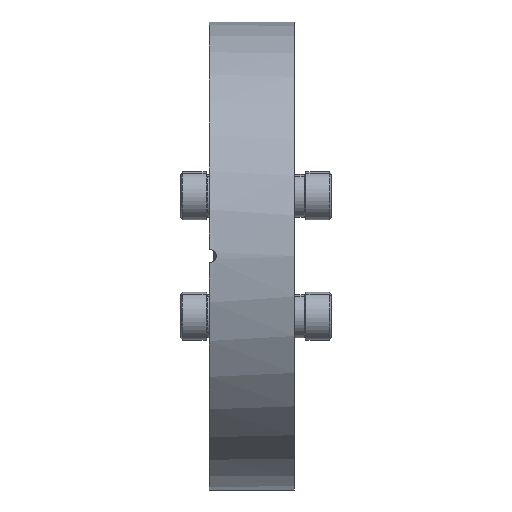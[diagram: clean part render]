
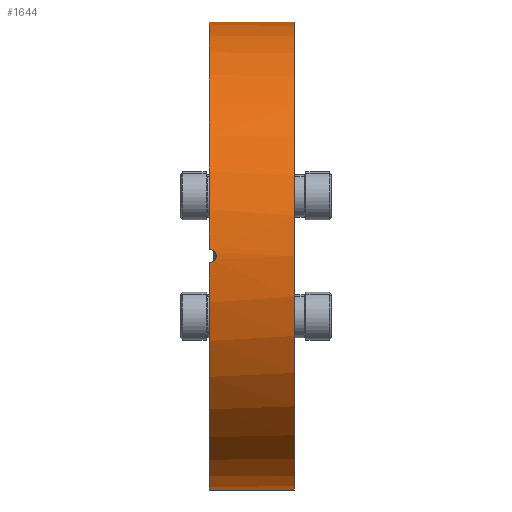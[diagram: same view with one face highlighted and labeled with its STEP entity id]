
A CAD part, left-side view. The second image highlights one B-rep face of the part: STEP entity #1644.
In plain terms, the highlighted cylindrical face has radius 34.95 mm (diameter 69.9 mm), a partial arc.
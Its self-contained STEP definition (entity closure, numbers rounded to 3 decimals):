
#82 = CARTESIAN_POINT ( 'NONE',  ( 0., 0., -34.95 ) ) ;
#92 = CARTESIAN_POINT ( 'NONE',  ( -34.939, -0.504, 0.874 ) ) ;
#141 = ORIENTED_EDGE ( 'NONE', *, *, #2509, .T. ) ;
#150 = B_SPLINE_CURVE_WITH_KNOTS ( 'NONE', 3,
 ( #716, #2154, #1336, #92, #1550, #314, #1753, #516, #1947, #730, #2165, #943, #2376, #1150, #2594, #1348 ),
 .UNSPECIFIED., .F., .F.,
 ( 4, 2, 2, 2, 2, 2, 2, 4 ),
 ( 0., 0., 0.001, 0.001, 0.002, 0.002, 0.002, 0.003 ),
 .UNSPECIFIED. ) ;
#185 = EDGE_CURVE ( 'NONE', #225, #970, #2433, .T. ) ;
#225 = VERTEX_POINT ( 'NONE', #2500 ) ;
#314 = CARTESIAN_POINT ( 'NONE',  ( -34.945, -0.799, 0.615 ) ) ;
#360 = CIRCLE ( 'NONE', #854, 34.95 ) ;
#516 = CARTESIAN_POINT ( 'NONE',  ( -34.949, -0.974, 0.263 ) ) ;
#624 = AXIS2_PLACEMENT_3D ( 'NONE', #1333, #1138, #2578 ) ;
#629 = CARTESIAN_POINT ( 'NONE',  ( 0., -12.7, 0. ) ) ;
#665 = ORIENTED_EDGE ( 'NONE', *, *, #2335, .T. ) ;
#668 = VERTEX_POINT ( 'NONE', #820 ) ;
#690 = DIRECTION ( 'NONE',  ( 0., 1., 0. ) ) ;
#716 = CARTESIAN_POINT ( 'NONE',  ( -34.936, 0., 1. ) ) ;
#730 = CARTESIAN_POINT ( 'NONE',  ( -34.95, -1., -0.13 ) ) ;
#811 = CARTESIAN_POINT ( 'NONE',  ( -34.936, 0., -1. ) ) ;
#814 = FACE_OUTER_BOUND ( 'NONE', #888, .T. ) ;
#820 = CARTESIAN_POINT ( 'NONE',  ( -34.936, 0., 1. ) ) ;
#829 = CARTESIAN_POINT ( 'NONE',  ( 0., -12.7, 34.95 ) ) ;
#834 = ORIENTED_EDGE ( 'NONE', *, *, #931, .F. ) ;
#843 = DIRECTION ( 'NONE',  ( 0., 0., 1. ) ) ;
#854 = AXIS2_PLACEMENT_3D ( 'NONE', #1913, #690, #2127 ) ;
#888 = EDGE_LOOP ( 'NONE', ( #1904, #1577, #665, #1940, #141, #834 ) ) ;
#931 = EDGE_CURVE ( 'NONE', #2510, #1937, #360, .T. ) ;
#943 = CARTESIAN_POINT ( 'NONE',  ( -34.947, -0.874, -0.503 ) ) ;
#970 = VERTEX_POINT ( 'NONE', #1920 ) ;
#999 = EDGE_CURVE ( 'NONE', #225, #2510, #1273, .T. ) ;
#1038 = DIRECTION ( 'NONE',  ( 0., 1., 0. ) ) ;
#1133 = DIRECTION ( 'NONE',  ( 0., 1., 0. ) ) ;
#1138 = DIRECTION ( 'NONE',  ( 0., 1., 0. ) ) ;
#1150 = CARTESIAN_POINT ( 'NONE',  ( -34.939, -0.521, -0.893 ) ) ;
#1273 = LINE ( 'NONE', #2572, #1322 ) ;
#1274 = EDGE_CURVE ( 'NONE', #668, #1910, #2700, .T. ) ;
#1322 = VECTOR ( 'NONE', #1133, 1000. ) ;
#1333 = CARTESIAN_POINT ( 'NONE',  ( 0., -12.7, 0. ) ) ;
#1336 = CARTESIAN_POINT ( 'NONE',  ( -34.936, -0.262, 0.974 ) ) ;
#1348 = CARTESIAN_POINT ( 'NONE',  ( -34.936, 0., -1. ) ) ;
#1439 = CARTESIAN_POINT ( 'NONE',  ( 0., 0., 34.95 ) ) ;
#1550 = CARTESIAN_POINT ( 'NONE',  ( -34.941, -0.615, 0.799 ) ) ;
#1577 = ORIENTED_EDGE ( 'NONE', *, *, #185, .T. ) ;
#1644 = ADVANCED_FACE ( 'NONE', ( #814 ), #2386, .T. ) ;
#1753 = CARTESIAN_POINT ( 'NONE',  ( -34.947, -0.874, 0.503 ) ) ;
#1904 = ORIENTED_EDGE ( 'NONE', *, *, #999, .F. ) ;
#1910 = VERTEX_POINT ( 'NONE', #1439 ) ;
#1913 = CARTESIAN_POINT ( 'NONE',  ( 0., 0., 0. ) ) ;
#1920 = CARTESIAN_POINT ( 'NONE',  ( 0., -12.7, 34.95 ) ) ;
#1937 = VERTEX_POINT ( 'NONE', #811 ) ;
#1940 = ORIENTED_EDGE ( 'NONE', *, *, #1274, .F. ) ;
#1947 = CARTESIAN_POINT ( 'NONE',  ( -34.95, -1., 0.131 ) ) ;
#2065 = DIRECTION ( 'NONE',  ( 0., 1., 0. ) ) ;
#2101 = AXIS2_PLACEMENT_3D ( 'NONE', #2258, #1038, #2480 ) ;
#2127 = DIRECTION ( 'NONE',  ( 0., 0., 1. ) ) ;
#2154 = CARTESIAN_POINT ( 'NONE',  ( -34.936, -0.132, 1. ) ) ;
#2159 = AXIS2_PLACEMENT_3D ( 'NONE', #629, #2065, #843 ) ;
#2165 = CARTESIAN_POINT ( 'NONE',  ( -34.949, -0.974, -0.261 ) ) ;
#2258 = CARTESIAN_POINT ( 'NONE',  ( 0., 0., 0. ) ) ;
#2263 = DIRECTION ( 'NONE',  ( 0., 1., 0. ) ) ;
#2335 = EDGE_CURVE ( 'NONE', #970, #1910, #2457, .T. ) ;
#2376 = CARTESIAN_POINT ( 'NONE',  ( -34.945, -0.801, -0.613 ) ) ;
#2386 = CYLINDRICAL_SURFACE ( 'NONE', #624, 34.95 ) ;
#2433 = CIRCLE ( 'NONE', #2159, 34.95 ) ;
#2457 = LINE ( 'NONE', #829, #2548 ) ;
#2480 = DIRECTION ( 'NONE',  ( 0., 0., 1. ) ) ;
#2500 = CARTESIAN_POINT ( 'NONE',  ( 0., -12.7, -34.95 ) ) ;
#2509 = EDGE_CURVE ( 'NONE', #668, #1937, #150, .T. ) ;
#2510 = VERTEX_POINT ( 'NONE', #82 ) ;
#2548 = VECTOR ( 'NONE', #2263, 1000. ) ;
#2572 = CARTESIAN_POINT ( 'NONE',  ( 0., -12.7, -34.95 ) ) ;
#2578 = DIRECTION ( 'NONE',  ( 0., 0., 1. ) ) ;
#2594 = CARTESIAN_POINT ( 'NONE',  ( -34.936, -0.264, -1. ) ) ;
#2700 = CIRCLE ( 'NONE', #2101, 34.95 ) ;
